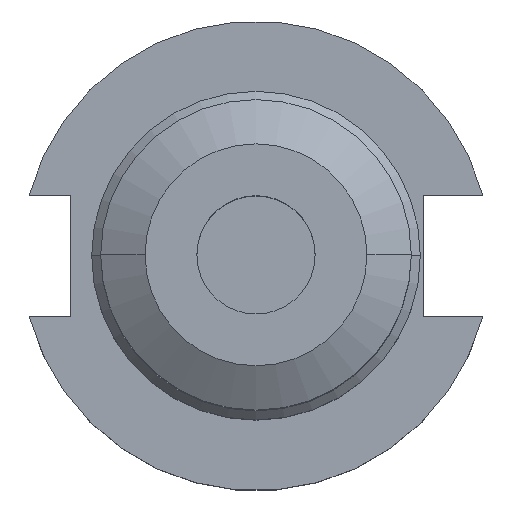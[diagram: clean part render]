
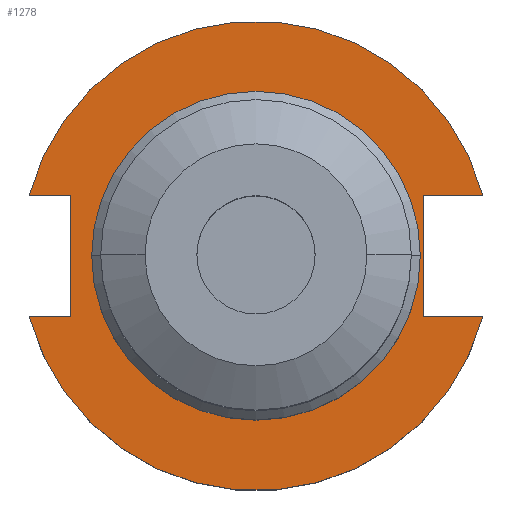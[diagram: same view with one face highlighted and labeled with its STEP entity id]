
A CAD part, top view. The second image highlights one B-rep face of the part: STEP entity #1278.
In plain terms, the highlighted planar face has unit normal (0, 0, 1).
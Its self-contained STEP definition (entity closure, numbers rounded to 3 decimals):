
#8 = EDGE_CURVE ( 'NONE', #504, #1229, #1072, .T. ) ;
#26 = VERTEX_POINT ( 'NONE', #825 ) ;
#41 = LINE ( 'NONE', #1503, #1254 ) ;
#73 = VECTOR ( 'NONE', #1562, 1000. ) ;
#98 = DIRECTION ( 'NONE',  ( 1., 0., 0. ) ) ;
#101 = CARTESIAN_POINT ( 'NONE',  ( 22.606, -8.191, 19.05 ) ) ;
#104 = CARTESIAN_POINT ( 'NONE',  ( 0., 0., 19.05 ) ) ;
#112 = LINE ( 'NONE', #559, #1070 ) ;
#124 = VERTEX_POINT ( 'NONE', #280 ) ;
#130 = DIRECTION ( 'NONE',  ( 1., 0., 0. ) ) ;
#132 = CIRCLE ( 'NONE', #865, 22.225 ) ;
#162 = VECTOR ( 'NONE', #538, 1000. ) ;
#194 = EDGE_CURVE ( 'NONE', #575, #1442, #112, .T. ) ;
#223 = DIRECTION ( 'NONE',  ( 0., -1., 0. ) ) ;
#242 = CARTESIAN_POINT ( 'NONE',  ( -25.091, 8.191, 19.05 ) ) ;
#259 = DIRECTION ( 'NONE',  ( 0., 1., 0. ) ) ;
#263 = AXIS2_PLACEMENT_3D ( 'NONE', #525, #947, #1481 ) ;
#280 = CARTESIAN_POINT ( 'NONE',  ( -22.225, 0., 19.05 ) ) ;
#283 = ORIENTED_EDGE ( 'NONE', *, *, #1448, .T. ) ;
#386 = CARTESIAN_POINT ( 'NONE',  ( -61.091, 8.191, 19.05 ) ) ;
#418 = CARTESIAN_POINT ( 'NONE',  ( 0., 0., 19.05 ) ) ;
#439 = CIRCLE ( 'NONE', #1627, 31.75 ) ;
#495 = PLANE ( 'NONE',  #1000 ) ;
#498 = VECTOR ( 'NONE', #223, 1000. ) ;
#504 = VERTEX_POINT ( 'NONE', #101 ) ;
#505 = AXIS2_PLACEMENT_3D ( 'NONE', #644, #1341, #799 ) ;
#511 = ORIENTED_EDGE ( 'NONE', *, *, #1789, .T. ) ;
#516 = CIRCLE ( 'NONE', #263, 31.75 ) ;
#521 = ORIENTED_EDGE ( 'NONE', *, *, #1506, .T. ) ;
#525 = CARTESIAN_POINT ( 'NONE',  ( 0., 0., 19.05 ) ) ;
#538 = DIRECTION ( 'NONE',  ( 1., 0., 0. ) ) ;
#559 = CARTESIAN_POINT ( 'NONE',  ( 0., 8.191, 19.05 ) ) ;
#561 = ORIENTED_EDGE ( 'NONE', *, *, #678, .F. ) ;
#575 = VERTEX_POINT ( 'NONE', #1504 ) ;
#580 = EDGE_CURVE ( 'NONE', #575, #1629, #439, .T. ) ;
#644 = CARTESIAN_POINT ( 'NONE',  ( 0., 0., 19.05 ) ) ;
#670 = EDGE_LOOP ( 'NONE', ( #511, #838, #1113, #1343, #521, #1719, #757, #283 ) ) ;
#678 = EDGE_CURVE ( 'NONE', #124, #1428, #1759, .T. ) ;
#712 = DIRECTION ( 'NONE',  ( 0., 0., 1. ) ) ;
#757 = ORIENTED_EDGE ( 'NONE', *, *, #580, .T. ) ;
#762 = FACE_BOUND ( 'NONE', #1192, .T. ) ;
#799 = DIRECTION ( 'NONE',  ( 1., 0., 0. ) ) ;
#825 = CARTESIAN_POINT ( 'NONE',  ( -25.091, -8.191, 19.05 ) ) ;
#838 = ORIENTED_EDGE ( 'NONE', *, *, #858, .F. ) ;
#858 = EDGE_CURVE ( 'NONE', #928, #26, #1711, .T. ) ;
#865 = AXIS2_PLACEMENT_3D ( 'NONE', #104, #1095, #1782 ) ;
#912 = CARTESIAN_POINT ( 'NONE',  ( -30.675, 8.191, 19.05 ) ) ;
#928 = VERTEX_POINT ( 'NONE', #1831 ) ;
#947 = DIRECTION ( 'NONE',  ( 0., 0., 1. ) ) ;
#1000 = AXIS2_PLACEMENT_3D ( 'NONE', #1594, #1038, #1202 ) ;
#1038 = DIRECTION ( 'NONE',  ( 0., 0., -1. ) ) ;
#1070 = VECTOR ( 'NONE', #1676, 1000. ) ;
#1072 = LINE ( 'NONE', #1227, #162 ) ;
#1095 = DIRECTION ( 'NONE',  ( 0., 0., 1. ) ) ;
#1113 = ORIENTED_EDGE ( 'NONE', *, *, #1362, .T. ) ;
#1165 = LINE ( 'NONE', #1201, #498 ) ;
#1173 = CARTESIAN_POINT ( 'NONE',  ( 30.675, -8.191, 19.05 ) ) ;
#1192 = EDGE_LOOP ( 'NONE', ( #1457, #561 ) ) ;
#1201 = CARTESIAN_POINT ( 'NONE',  ( -25.091, 8.191, 19.05 ) ) ;
#1202 = DIRECTION ( 'NONE',  ( -1., 0., 0. ) ) ;
#1223 = CARTESIAN_POINT ( 'NONE',  ( 22.606, 8.191, 19.05 ) ) ;
#1227 = CARTESIAN_POINT ( 'NONE',  ( 0., -8.191, 19.05 ) ) ;
#1229 = VERTEX_POINT ( 'NONE', #1173 ) ;
#1254 = VECTOR ( 'NONE', #259, 1000. ) ;
#1278 = ADVANCED_FACE ( 'NONE', ( #762, #1692 ), #495, .F. ) ;
#1341 = DIRECTION ( 'NONE',  ( 0., 0., 1. ) ) ;
#1343 = ORIENTED_EDGE ( 'NONE', *, *, #8, .F. ) ;
#1362 = EDGE_CURVE ( 'NONE', #928, #1229, #516, .T. ) ;
#1418 = CARTESIAN_POINT ( 'NONE',  ( -61.091, -8.191, 19.05 ) ) ;
#1428 = VERTEX_POINT ( 'NONE', #1788 ) ;
#1442 = VERTEX_POINT ( 'NONE', #1223 ) ;
#1448 = EDGE_CURVE ( 'NONE', #1629, #1468, #1681, .T. ) ;
#1457 = ORIENTED_EDGE ( 'NONE', *, *, #1459, .F. ) ;
#1459 = EDGE_CURVE ( 'NONE', #1428, #124, #132, .T. ) ;
#1468 = VERTEX_POINT ( 'NONE', #242 ) ;
#1481 = DIRECTION ( 'NONE',  ( 1., 0., 0. ) ) ;
#1503 = CARTESIAN_POINT ( 'NONE',  ( 22.606, 22.225, 19.05 ) ) ;
#1504 = CARTESIAN_POINT ( 'NONE',  ( 30.675, 8.191, 19.05 ) ) ;
#1506 = EDGE_CURVE ( 'NONE', #504, #1442, #41, .T. ) ;
#1562 = DIRECTION ( 'NONE',  ( 1., 0., 0. ) ) ;
#1594 = CARTESIAN_POINT ( 'NONE',  ( 0., 22.225, 19.05 ) ) ;
#1627 = AXIS2_PLACEMENT_3D ( 'NONE', #418, #712, #130 ) ;
#1629 = VERTEX_POINT ( 'NONE', #912 ) ;
#1676 = DIRECTION ( 'NONE',  ( -1., 0., 0. ) ) ;
#1681 = LINE ( 'NONE', #386, #1720 ) ;
#1692 = FACE_OUTER_BOUND ( 'NONE', #670, .T. ) ;
#1711 = LINE ( 'NONE', #1418, #73 ) ;
#1719 = ORIENTED_EDGE ( 'NONE', *, *, #194, .F. ) ;
#1720 = VECTOR ( 'NONE', #98, 1000. ) ;
#1759 = CIRCLE ( 'NONE', #505, 22.225 ) ;
#1782 = DIRECTION ( 'NONE',  ( 1., 0., 0. ) ) ;
#1788 = CARTESIAN_POINT ( 'NONE',  ( 22.225, 0., 19.05 ) ) ;
#1789 = EDGE_CURVE ( 'NONE', #1468, #26, #1165, .T. ) ;
#1831 = CARTESIAN_POINT ( 'NONE',  ( -30.675, -8.191, 19.05 ) ) ;
